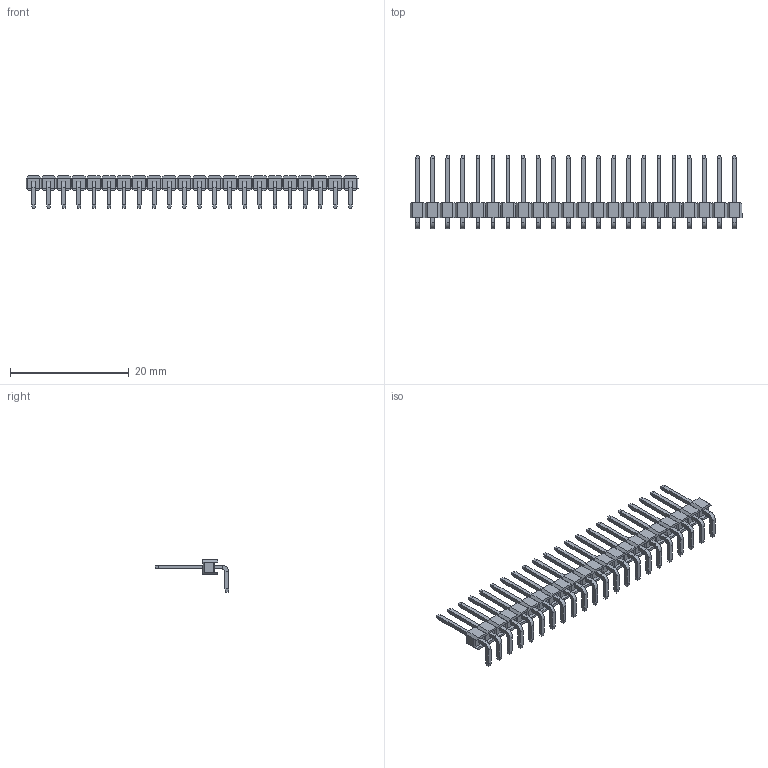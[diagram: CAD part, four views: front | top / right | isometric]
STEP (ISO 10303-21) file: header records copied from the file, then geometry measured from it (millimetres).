
FILE_DESCRIPTION (( 'STEP AP214' ), '1' );
FILE_NAME ('1x22 Male Pin Header Angle.STEP', '2021-11-12T11:36:41', ( 'M.B.I.' ), ( '' ), 'SwSTEP 2.0', '', '' );
FILE_SCHEMA (( 'AUTOMOTIVE_DESIGN' ));
Length unit declared in the file: millimetre
Products named in the file (1): 1x22 Male Pin Header Angle
Bounding box: 55.88 x 12.36 x 5.5 mm (x, y, z)
Volume: 405.4 mm3; surface area: 1668.7 mm2
Topology: 25 solids, 25 shells, 1036 faces, 2550 edges, 1564 vertices
Faces by surface type: plane 992, cylinder 44
Entity records: 29796 total; most frequent: CARTESIAN_POINT 5151, ORIENTED_EDGE 5100, DIRECTION 4712, EDGE_CURVE 2550, VECTOR 2462, LINE 2462, VERTEX_POINT 1564, AXIS2_PLACEMENT_3D 1125
